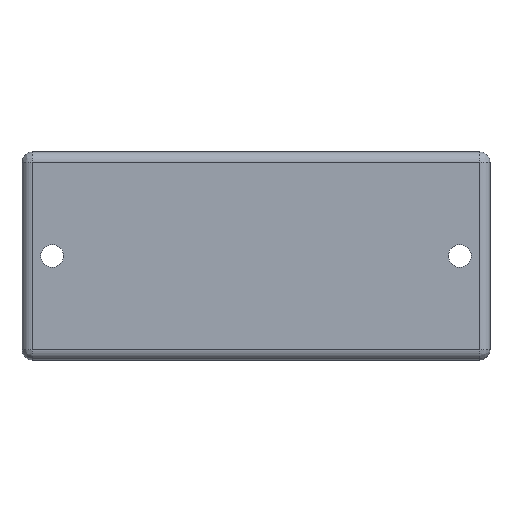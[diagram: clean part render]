
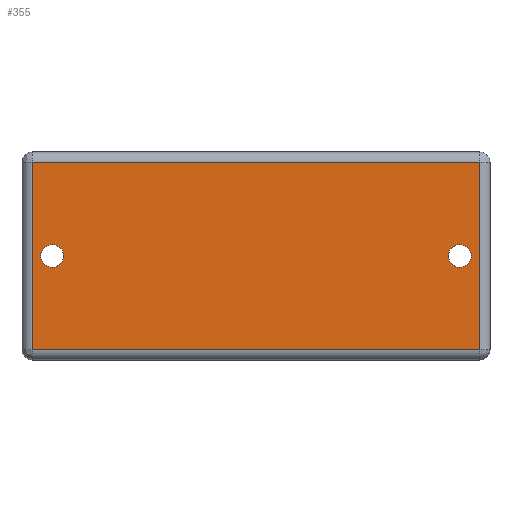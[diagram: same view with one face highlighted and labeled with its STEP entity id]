
A CAD part, top view. The second image highlights one B-rep face of the part: STEP entity #355.
In plain terms, the highlighted planar face has unit normal (0, 0, 1).
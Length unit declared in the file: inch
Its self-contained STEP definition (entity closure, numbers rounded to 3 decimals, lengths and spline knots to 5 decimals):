
#15 = FACE_BOUND ( 'NONE', #145, .T. ) ;
#49 = LINE ( 'NONE', #311, #317 ) ;
#58 = DIRECTION ( 'NONE',  ( 1., 0., 0. ) ) ;
#63 = PLANE ( 'NONE',  #683 ) ;
#64 = CIRCLE ( 'NONE', #689, 0.08661 ) ;
#84 = VERTEX_POINT ( 'NONE', #379 ) ;
#89 = EDGE_CURVE ( 'NONE', #194, #302, #161, .T. ) ;
#96 = CARTESIAN_POINT ( 'NONE',  ( 1.69291, 0., 0.18898 ) ) ;
#98 = EDGE_CURVE ( 'NONE', #424, #84, #688, .T. ) ;
#118 = CARTESIAN_POINT ( 'NONE',  ( -1.62992, 0., 0.18898 ) ) ;
#122 = AXIS2_PLACEMENT_3D ( 'NONE', #650, #366, #702 ) ;
#124 = VECTOR ( 'NONE', #261, 39.37008 ) ;
#140 = DIRECTION ( 'NONE',  ( 0., -1., 0. ) ) ;
#144 = ORIENTED_EDGE ( 'NONE', *, *, #633, .T. ) ;
#145 = EDGE_LOOP ( 'NONE', ( #248, #684 ) ) ;
#158 = CARTESIAN_POINT ( 'NONE',  ( -1.69291, 0.70866, 0.18898 ) ) ;
#161 = CIRCLE ( 'NONE', #637, 0.08661 ) ;
#166 = VECTOR ( 'NONE', #668, 39.37008 ) ;
#173 = DIRECTION ( 'NONE',  ( 0., 0., 1. ) ) ;
#183 = EDGE_LOOP ( 'NONE', ( #695, #419, #444, #144 ) ) ;
#189 = CARTESIAN_POINT ( 'NONE',  ( 1.54331, 0., 0.18898 ) ) ;
#191 = LINE ( 'NONE', #96, #124 ) ;
#194 = VERTEX_POINT ( 'NONE', #464 ) ;
#200 = EDGE_CURVE ( 'NONE', #524, #471, #64, .T. ) ;
#203 = CARTESIAN_POINT ( 'NONE',  ( 1.45669, 0., 0.18898 ) ) ;
#204 = EDGE_CURVE ( 'NONE', #499, #424, #207, .T. ) ;
#207 = LINE ( 'NONE', #638, #259 ) ;
#209 = CARTESIAN_POINT ( 'NONE',  ( 1.69291, 0.70866, 0.18898 ) ) ;
#224 = DIRECTION ( 'NONE',  ( 1., 0., 0. ) ) ;
#228 = DIRECTION ( 'NONE',  ( 0., 0., -1. ) ) ;
#245 = FACE_OUTER_BOUND ( 'NONE', #183, .T. ) ;
#247 = DIRECTION ( 'NONE',  ( 0., 0., -1. ) ) ;
#248 = ORIENTED_EDGE ( 'NONE', *, *, #200, .T. ) ;
#259 = VECTOR ( 'NONE', #140, 39.37008 ) ;
#260 = DIRECTION ( 'NONE',  ( -1., 0., 0. ) ) ;
#261 = DIRECTION ( 'NONE',  ( 0., 1., 0. ) ) ;
#302 = VERTEX_POINT ( 'NONE', #118 ) ;
#311 = CARTESIAN_POINT ( 'NONE',  ( 0., 0.70866, 0.18898 ) ) ;
#317 = VECTOR ( 'NONE', #260, 39.37008 ) ;
#329 = DIRECTION ( 'NONE',  ( 0., 0., -1. ) ) ;
#339 = DIRECTION ( 'NONE',  ( 1., 0., 0. ) ) ;
#347 = AXIS2_PLACEMENT_3D ( 'NONE', #389, #228, #224 ) ;
#355 = ADVANCED_FACE ( 'NONE', ( #15, #634, #245 ), #63, .T. ) ;
#366 = DIRECTION ( 'NONE',  ( 0., 0., -1. ) ) ;
#379 = CARTESIAN_POINT ( 'NONE',  ( 1.69291, -0.70866, 0.18898 ) ) ;
#381 = CARTESIAN_POINT ( 'NONE',  ( -1.54331, 0., 0.18898 ) ) ;
#384 = EDGE_CURVE ( 'NONE', #302, #194, #678, .T. ) ;
#389 = CARTESIAN_POINT ( 'NONE',  ( -1.54331, 0., 0.18898 ) ) ;
#419 = ORIENTED_EDGE ( 'NONE', *, *, #204, .T. ) ;
#424 = VERTEX_POINT ( 'NONE', #704 ) ;
#444 = ORIENTED_EDGE ( 'NONE', *, *, #98, .T. ) ;
#463 = EDGE_CURVE ( 'NONE', #503, #499, #49, .T. ) ;
#464 = CARTESIAN_POINT ( 'NONE',  ( -1.45669, 0., 0.18898 ) ) ;
#471 = VERTEX_POINT ( 'NONE', #203 ) ;
#475 = EDGE_CURVE ( 'NONE', #471, #524, #596, .T. ) ;
#499 = VERTEX_POINT ( 'NONE', #158 ) ;
#503 = VERTEX_POINT ( 'NONE', #209 ) ;
#524 = VERTEX_POINT ( 'NONE', #662 ) ;
#548 = ORIENTED_EDGE ( 'NONE', *, *, #89, .T. ) ;
#552 = EDGE_LOOP ( 'NONE', ( #548, #676 ) ) ;
#596 = CIRCLE ( 'NONE', #122, 0.08661 ) ;
#616 = CARTESIAN_POINT ( 'NONE',  ( 0., 0., 0.18898 ) ) ;
#633 = EDGE_CURVE ( 'NONE', #84, #503, #191, .T. ) ;
#634 = FACE_BOUND ( 'NONE', #552, .T. ) ;
#637 = AXIS2_PLACEMENT_3D ( 'NONE', #381, #329, #58 ) ;
#638 = CARTESIAN_POINT ( 'NONE',  ( -1.69291, 0., 0.18898 ) ) ;
#650 = CARTESIAN_POINT ( 'NONE',  ( 1.54331, 0., 0.18898 ) ) ;
#662 = CARTESIAN_POINT ( 'NONE',  ( 1.62992, 0., 0.18898 ) ) ;
#666 = CARTESIAN_POINT ( 'NONE',  ( 0., -0.70866, 0.18898 ) ) ;
#668 = DIRECTION ( 'NONE',  ( 1., 0., 0. ) ) ;
#676 = ORIENTED_EDGE ( 'NONE', *, *, #384, .T. ) ;
#678 = CIRCLE ( 'NONE', #347, 0.08661 ) ;
#683 = AXIS2_PLACEMENT_3D ( 'NONE', #616, #173, #339 ) ;
#684 = ORIENTED_EDGE ( 'NONE', *, *, #475, .T. ) ;
#688 = LINE ( 'NONE', #666, #166 ) ;
#689 = AXIS2_PLACEMENT_3D ( 'NONE', #189, #247, #707 ) ;
#695 = ORIENTED_EDGE ( 'NONE', *, *, #463, .T. ) ;
#702 = DIRECTION ( 'NONE',  ( 1., 0., 0. ) ) ;
#704 = CARTESIAN_POINT ( 'NONE',  ( -1.69291, -0.70866, 0.18898 ) ) ;
#707 = DIRECTION ( 'NONE',  ( 1., 0., 0. ) ) ;
